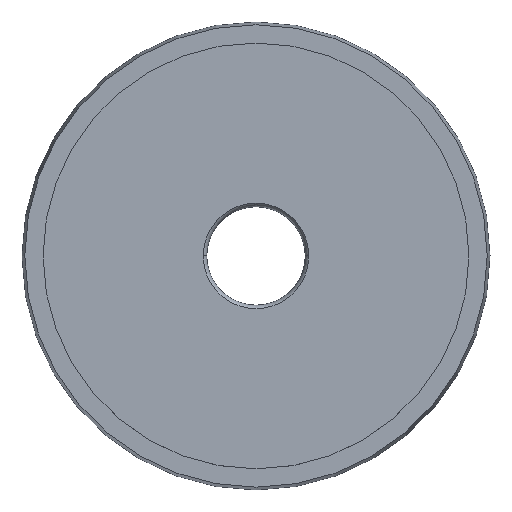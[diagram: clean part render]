
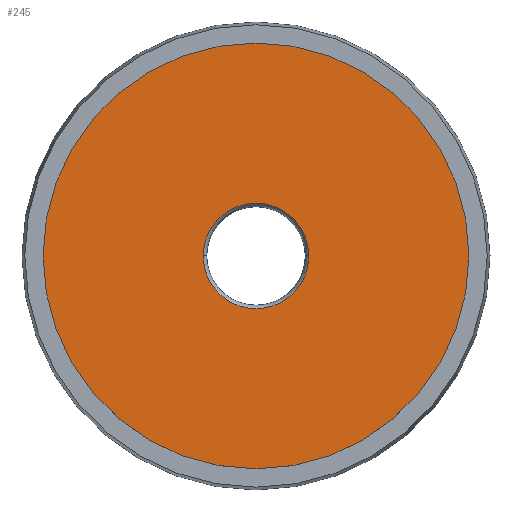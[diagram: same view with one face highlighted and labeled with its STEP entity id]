
A CAD part, top view. The second image highlights one B-rep face of the part: STEP entity #245.
In plain terms, the highlighted planar face has unit normal (0, 0, 1).
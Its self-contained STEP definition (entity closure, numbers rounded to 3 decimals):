
#11 = EDGE_LOOP ( 'NONE', ( #102, #18 ) ) ;
#18 = ORIENTED_EDGE ( 'NONE', *, *, #592, .F. ) ;
#40 = DIRECTION ( 'NONE',  ( 0., 0., -1. ) ) ;
#46 = VERTEX_POINT ( 'NONE', #446 ) ;
#67 = DIRECTION ( 'NONE',  ( 0., 0., 1. ) ) ;
#91 = CARTESIAN_POINT ( 'NONE',  ( -15.15, 0., 0. ) ) ;
#102 = ORIENTED_EDGE ( 'NONE', *, *, #207, .F. ) ;
#111 = FACE_OUTER_BOUND ( 'NONE', #253, .T. ) ;
#119 = CARTESIAN_POINT ( 'NONE',  ( 0., 0., 0. ) ) ;
#132 = AXIS2_PLACEMENT_3D ( 'NONE', #172, #526, #461 ) ;
#134 = CARTESIAN_POINT ( 'NONE',  ( 0., 0., 0. ) ) ;
#172 = CARTESIAN_POINT ( 'NONE',  ( 0., 0., 0. ) ) ;
#177 = DIRECTION ( 'NONE',  ( 1., 0., 0. ) ) ;
#181 = CIRCLE ( 'NONE', #558, 15.15 ) ;
#188 = EDGE_CURVE ( 'NONE', #305, #274, #181, .T. ) ;
#203 = AXIS2_PLACEMENT_3D ( 'NONE', #134, #377, #177 ) ;
#207 = EDGE_CURVE ( 'NONE', #46, #347, #490, .T. ) ;
#216 = EDGE_CURVE ( 'NONE', #274, #305, #580, .T. ) ;
#237 = CARTESIAN_POINT ( 'NONE',  ( 15.15, 0., 0. ) ) ;
#245 = ADVANCED_FACE ( 'NONE', ( #561, #111 ), #479, .F. ) ;
#251 = CIRCLE ( 'NONE', #203, 3.75 ) ;
#253 = EDGE_LOOP ( 'NONE', ( #546, #254 ) ) ;
#254 = ORIENTED_EDGE ( 'NONE', *, *, #216, .T. ) ;
#274 = VERTEX_POINT ( 'NONE', #91 ) ;
#305 = VERTEX_POINT ( 'NONE', #237 ) ;
#310 = DIRECTION ( 'NONE',  ( 1., 0., 0. ) ) ;
#347 = VERTEX_POINT ( 'NONE', #453 ) ;
#377 = DIRECTION ( 'NONE',  ( 0., 0., 1. ) ) ;
#412 = DIRECTION ( 'NONE',  ( 1., 0., 0. ) ) ;
#446 = CARTESIAN_POINT ( 'NONE',  ( 3.75, 0., 0. ) ) ;
#453 = CARTESIAN_POINT ( 'NONE',  ( -3.75, 0., 0. ) ) ;
#461 = DIRECTION ( 'NONE',  ( 1., 0., 0. ) ) ;
#476 = AXIS2_PLACEMENT_3D ( 'NONE', #575, #67, #412 ) ;
#479 = PLANE ( 'NONE',  #599 ) ;
#490 = CIRCLE ( 'NONE', #476, 3.75 ) ;
#526 = DIRECTION ( 'NONE',  ( 0., 0., 1. ) ) ;
#534 = CARTESIAN_POINT ( 'NONE',  ( 0., 0., 0. ) ) ;
#546 = ORIENTED_EDGE ( 'NONE', *, *, #188, .T. ) ;
#558 = AXIS2_PLACEMENT_3D ( 'NONE', #119, #562, #310 ) ;
#561 = FACE_BOUND ( 'NONE', #11, .T. ) ;
#562 = DIRECTION ( 'NONE',  ( 0., 0., 1. ) ) ;
#575 = CARTESIAN_POINT ( 'NONE',  ( 0., 0., 0. ) ) ;
#580 = CIRCLE ( 'NONE', #132, 15.15 ) ;
#592 = EDGE_CURVE ( 'NONE', #347, #46, #251, .T. ) ;
#594 = DIRECTION ( 'NONE',  ( -1., 0., 0. ) ) ;
#599 = AXIS2_PLACEMENT_3D ( 'NONE', #534, #40, #594 ) ;
